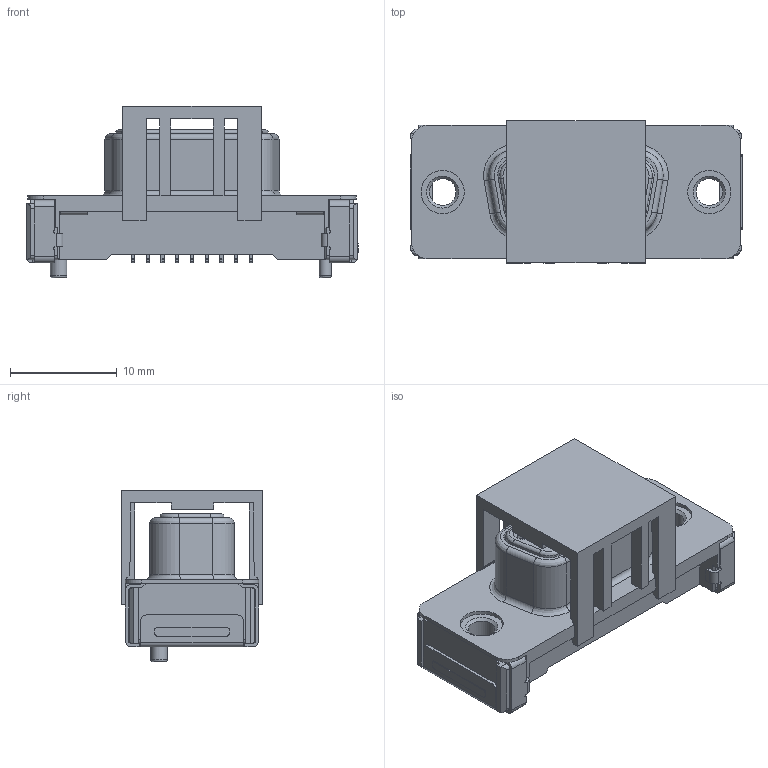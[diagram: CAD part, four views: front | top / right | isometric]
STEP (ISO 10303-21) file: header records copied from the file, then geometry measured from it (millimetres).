
FILE_DESCRIPTION(/* description */ (''),/* implementation_level */ '2;1');
FILE_NAME(/* name */ '100618879ugm000_a.stp',/* time_stamp */ '2015-04-07T09:02:33+02:00',/* author */ (''),/* organization */ (''),/* preprocessor_version */ 'ST-DEVELOPER v15',/* originating_system */ 'SIEMENS PLM Software NX 8.5',/* authorisation */ '');
FILE_SCHEMA (('AUTOMOTIVE_DESIGN { 1 0 10303 214 3 1 1 1 }'));
Length unit declared in the file: millimetre
Products named in the file (1): 100618879ugm000_a
Bounding box: 31.12 x 13.3 x 16.1 mm (x, y, z)
Volume: 2559.6 mm3; surface area: 3722.7 mm2
Topology: 1 solids, 21 shells, 969 faces, 2626 edges, 1709 vertices
Faces by surface type: plane 664, cylinder 261, bspline 31, cone 13
Full cylindrical faces by diameter (mm): 1.2 x9, 1.55 x1, 2.5 x2, 3.2 x2, 4.05 x2
Entity records: 34881 total; most frequent: CARTESIAN_POINT 6474, ORIENTED_EDGE 5188, DIRECTION 4952, EDGE_CURVE 2594, LINE 1980, VECTOR 1980, VERTEX_POINT 1706, AXIS2_PLACEMENT_3D 1486
